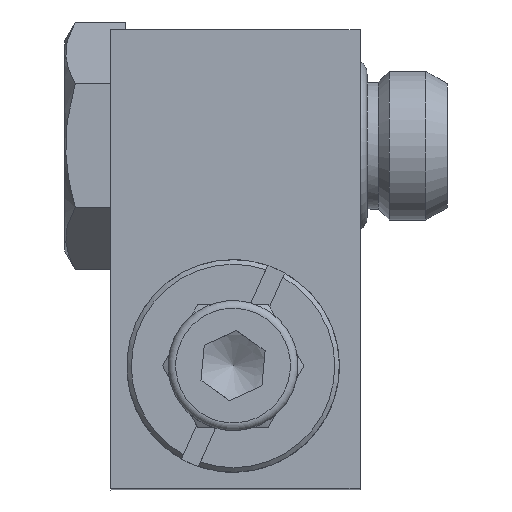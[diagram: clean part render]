
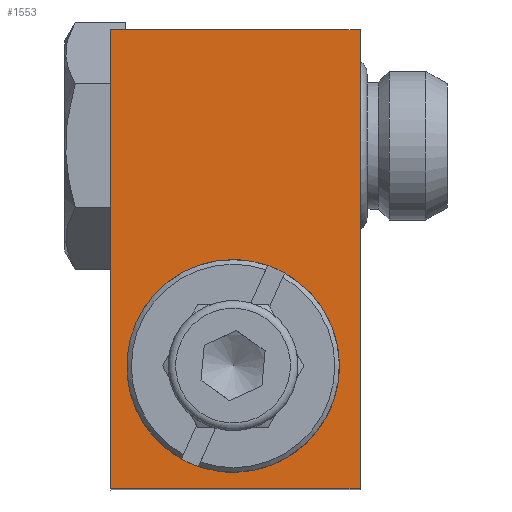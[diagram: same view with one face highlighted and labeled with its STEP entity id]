
A CAD part, top view. The second image highlights one B-rep face of the part: STEP entity #1553.
In plain terms, the highlighted planar face has unit normal (0, 0, 1).
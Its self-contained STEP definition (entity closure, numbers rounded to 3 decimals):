
#90=FACE_BOUND('',#539,.T.);
#206=LINE('',#2221,#304);
#263=LINE('',#2630,#361);
#272=LINE('',#2657,#370);
#273=LINE('',#2659,#371);
#304=VECTOR('',#1788,10.);
#361=VECTOR('',#2087,10.);
#370=VECTOR('',#2116,10.);
#371=VECTOR('',#2119,10.);
#449=FACE_OUTER_BOUND('',#538,.T.);
#538=EDGE_LOOP('',(#1364,#1365,#1366,#1367));
#539=EDGE_LOOP('',(#1368,#1369));
#621=CIRCLE('',#1726,6.95);
#622=CIRCLE('',#1727,6.95);
#650=VERTEX_POINT('',#2218);
#651=VERTEX_POINT('',#2220);
#756=VERTEX_POINT('',#2629);
#764=VERTEX_POINT('',#2655);
#765=VERTEX_POINT('',#2660);
#766=VERTEX_POINT('',#2661);
#800=EDGE_CURVE('',#651,#650,#206,.T.);
#961=EDGE_CURVE('',#651,#756,#263,.T.);
#975=EDGE_CURVE('',#764,#756,#272,.T.);
#976=EDGE_CURVE('',#650,#764,#273,.T.);
#977=EDGE_CURVE('',#765,#766,#621,.T.);
#978=EDGE_CURVE('',#766,#765,#622,.T.);
#1364=ORIENTED_EDGE('',*,*,#976,.T.);
#1365=ORIENTED_EDGE('',*,*,#975,.T.);
#1366=ORIENTED_EDGE('',*,*,#961,.F.);
#1367=ORIENTED_EDGE('',*,*,#800,.T.);
#1368=ORIENTED_EDGE('',*,*,#977,.T.);
#1369=ORIENTED_EDGE('',*,*,#978,.T.);
#1475=PLANE('',#1725);
#1553=ADVANCED_FACE('',(#449,#90),#1475,.T.);
#1725=AXIS2_PLACEMENT_3D('',#2658,#2117,#2118);
#1726=AXIS2_PLACEMENT_3D('',#2662,#2120,#2121);
#1727=AXIS2_PLACEMENT_3D('',#2663,#2122,#2123);
#1788=DIRECTION('',(-1.,0.,0.));
#2087=DIRECTION('',(0.,-1.,0.));
#2116=DIRECTION('',(1.,0.,0.));
#2117=DIRECTION('center_axis',(0.,0.,
1.));
#2118=DIRECTION('ref_axis',(0.,1.,0.));
#2119=DIRECTION('',(0.,-1.,0.));
#2120=DIRECTION('center_axis',(0.,0.,
-1.));
#2121=DIRECTION('ref_axis',(0.913,-0.407,0.));
#2122=DIRECTION('center_axis',(0.,0.,
-1.));
#2123=DIRECTION('ref_axis',(0.913,-0.407,0.));
#2218=CARTESIAN_POINT('',(-23.193,10.445,39.872));
#2220=CARTESIAN_POINT('',(-6.893,10.445,39.872));
#2221=CARTESIAN_POINT('',(-7.193,10.445,39.872));
#2629=CARTESIAN_POINT('',(-6.893,-19.555,39.872));
#2630=CARTESIAN_POINT('',(-6.893,10.445,39.872));
#2655=CARTESIAN_POINT('',(-23.193,-19.555,39.872));
#2657=CARTESIAN_POINT('',(-7.193,-19.555,39.872));
#2658=CARTESIAN_POINT('Origin',(-7.193,-19.555,39.872));
#2659=CARTESIAN_POINT('',(-23.193,-12.989,39.872));
#2660=CARTESIAN_POINT('',(-8.844,-14.383,39.872));
#2661=CARTESIAN_POINT('',(-21.541,-8.726,39.872));
#2662=CARTESIAN_POINT('Origin',(-15.193,-11.555,39.872));
#2663=CARTESIAN_POINT('Origin',(-15.193,-11.555,39.872));
